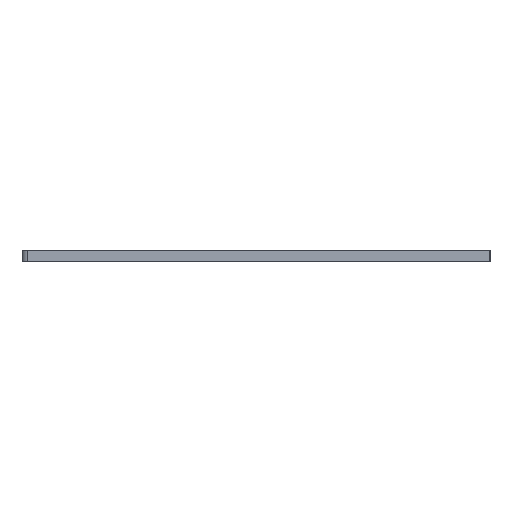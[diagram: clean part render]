
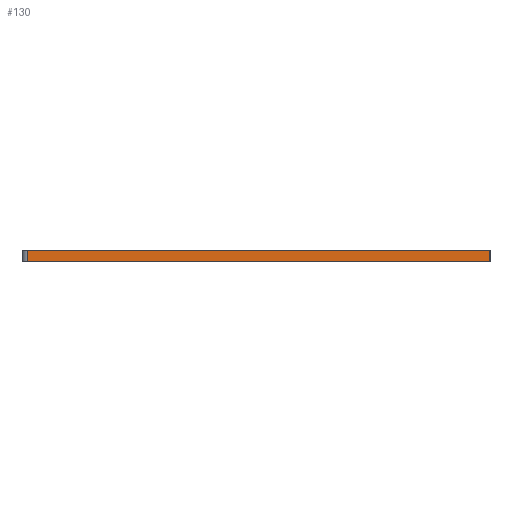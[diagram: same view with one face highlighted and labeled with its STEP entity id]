
A CAD part, left-side view. The second image highlights one B-rep face of the part: STEP entity #130.
In plain terms, the highlighted planar face has unit normal (-1, 0, 0).
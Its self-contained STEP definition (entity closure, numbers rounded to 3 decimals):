
#60 = EDGE_CURVE ( 'NONE', #322, #627, #949, .T. ) ;
#63 = CARTESIAN_POINT ( 'NONE',  ( -282.75, -10., 222.725 ) ) ;
#109 = VECTOR ( 'NONE', #724, 1000. ) ;
#130 = ADVANCED_FACE ( 'NONE', ( #800 ), #1187, .T. ) ;
#136 = DIRECTION ( 'NONE',  ( 0., 0., -1. ) ) ;
#158 = CARTESIAN_POINT ( 'NONE',  ( -282.75, 72., 220.725 ) ) ;
#279 = CARTESIAN_POINT ( 'NONE',  ( -282.75, -10., 591.196 ) ) ;
#322 = VERTEX_POINT ( 'NONE', #63 ) ;
#327 = CARTESIAN_POINT ( 'NONE',  ( -282.75, -10., 220.725 ) ) ;
#369 = LINE ( 'NONE', #1223, #1188 ) ;
#379 = AXIS2_PLACEMENT_3D ( 'NONE', #1197, #538, #915 ) ;
#390 = VERTEX_POINT ( 'NONE', #158 ) ;
#434 = ORIENTED_EDGE ( 'NONE', *, *, #60, .F. ) ;
#442 = EDGE_CURVE ( 'NONE', #627, #390, #369, .T. ) ;
#507 = EDGE_LOOP ( 'NONE', ( #768, #1225, #1215, #434 ) ) ;
#538 = DIRECTION ( 'NONE',  ( -1., 0., 0. ) ) ;
#627 = VERTEX_POINT ( 'NONE', #327 ) ;
#719 = CARTESIAN_POINT ( 'NONE',  ( -282.75, 72., 222.725 ) ) ;
#724 = DIRECTION ( 'NONE',  ( 0., -1., 0. ) ) ;
#768 = ORIENTED_EDGE ( 'NONE', *, *, #1138, .F. ) ;
#776 = CARTESIAN_POINT ( 'NONE',  ( -282.75, 72., 591.196 ) ) ;
#800 = FACE_OUTER_BOUND ( 'NONE', #507, .T. ) ;
#807 = LINE ( 'NONE', #1102, #109 ) ;
#810 = LINE ( 'NONE', #776, #1144 ) ;
#838 = DIRECTION ( 'NONE',  ( 0., 1., 0. ) ) ;
#858 = EDGE_CURVE ( 'NONE', #1228, #390, #810, .T. ) ;
#915 = DIRECTION ( 'NONE',  ( 0., 0., 1. ) ) ;
#949 = LINE ( 'NONE', #279, #1020 ) ;
#1020 = VECTOR ( 'NONE', #1054, 1000. ) ;
#1054 = DIRECTION ( 'NONE',  ( 0., 0., -1. ) ) ;
#1102 = CARTESIAN_POINT ( 'NONE',  ( -282.75, -10., 222.725 ) ) ;
#1138 = EDGE_CURVE ( 'NONE', #1228, #322, #807, .T. ) ;
#1144 = VECTOR ( 'NONE', #136, 1000. ) ;
#1187 = PLANE ( 'NONE',  #379 ) ;
#1188 = VECTOR ( 'NONE', #838, 1000. ) ;
#1197 = CARTESIAN_POINT ( 'NONE',  ( -282.75, -10., 591.196 ) ) ;
#1215 = ORIENTED_EDGE ( 'NONE', *, *, #442, .F. ) ;
#1223 = CARTESIAN_POINT ( 'NONE',  ( -282.75, -10., 220.725 ) ) ;
#1225 = ORIENTED_EDGE ( 'NONE', *, *, #858, .T. ) ;
#1228 = VERTEX_POINT ( 'NONE', #719 ) ;
